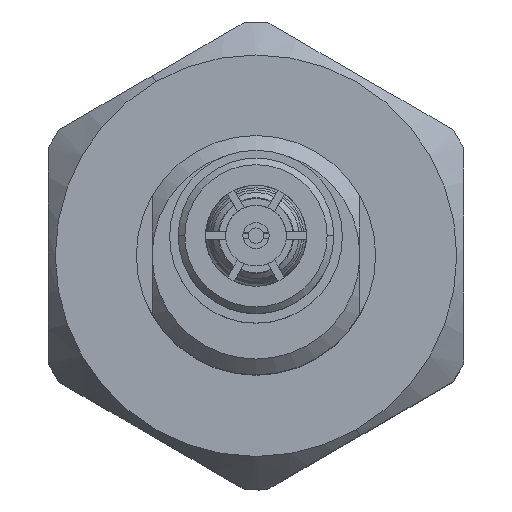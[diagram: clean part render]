
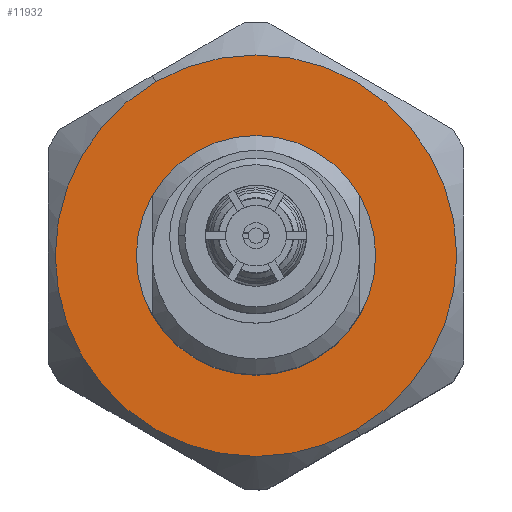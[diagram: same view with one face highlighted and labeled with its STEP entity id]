
A CAD part, top view. The second image highlights one B-rep face of the part: STEP entity #11932.
In plain terms, the highlighted face is planar.
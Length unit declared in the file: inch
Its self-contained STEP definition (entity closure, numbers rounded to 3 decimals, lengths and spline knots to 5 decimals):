
#140 = CARTESIAN_POINT ( 'NONE',  ( 0.33945, 0.0449, -0.078 ) ) ;
#190 = DIRECTION ( 'NONE',  ( 0., -1., 0. ) ) ;
#427 = CARTESIAN_POINT ( 'NONE',  ( 0.33945, 0.13077, 0.0755 ) ) ;
#646 = DIRECTION ( 'NONE',  ( 0., 1., 0. ) ) ;
#1516 = EDGE_LOOP ( 'NONE', ( #12752, #4834, #10335, #7526 ) ) ;
#1618 = CARTESIAN_POINT ( 'NONE',  ( 0.33945, -0.0449, -0.078 ) ) ;
#1665 = DIRECTION ( 'NONE',  ( 0., -0.866, -0.5 ) ) ;
#1844 = AXIS2_PLACEMENT_3D ( 'NONE', #8250, #6071, #1897 ) ;
#1897 = DIRECTION ( 'NONE',  ( 0., 1., 0. ) ) ;
#2208 = AXIS2_PLACEMENT_3D ( 'NONE', #4720, #8978, #7935 ) ;
#2691 = CARTESIAN_POINT ( 'NONE',  ( 0.33945, -0.20444, 0.078 ) ) ;
#3322 = VERTEX_POINT ( 'NONE', #5722 ) ;
#3684 = FACE_BOUND ( 'NONE', #1516, .T. ) ;
#4125 = AXIS2_PLACEMENT_3D ( 'NONE', #13094, #4689, #6861 ) ;
#4689 = DIRECTION ( 'NONE',  ( -1., 0., 0. ) ) ;
#4720 = CARTESIAN_POINT ( 'NONE',  ( 0.33945, 0.1523, 0.08793 ) ) ;
#4834 = ORIENTED_EDGE ( 'NONE', *, *, #9664, .F. ) ;
#4851 = LINE ( 'NONE', #2691, #6831 ) ;
#5012 = CARTESIAN_POINT ( 'NONE',  ( 0.33945, 0., 0. ) ) ;
#5128 = EDGE_CURVE ( 'NONE', #8162, #10402, #4851, .T. ) ;
#5189 = AXIS2_PLACEMENT_3D ( 'NONE', #12394, #10208, #646 ) ;
#5289 = LINE ( 'NONE', #11658, #9450 ) ;
#5722 = CARTESIAN_POINT ( 'NONE',  ( 0.33945, -0.13077, -0.0755 ) ) ;
#5893 = DIRECTION ( 'NONE',  ( 0., 1., 0. ) ) ;
#6071 = DIRECTION ( 'NONE',  ( 1., 0., 0. ) ) ;
#6630 = EDGE_CURVE ( 'NONE', #3322, #13689, #7823, .T. ) ;
#6816 = FACE_OUTER_BOUND ( 'NONE', #10387, .T. ) ;
#6831 = VECTOR ( 'NONE', #5893, 39.37008 ) ;
#6861 = DIRECTION ( 'NONE',  ( 0., -0.866, -0.5 ) ) ;
#6906 = ORIENTED_EDGE ( 'NONE', *, *, #6630, .F. ) ;
#7390 = CARTESIAN_POINT ( 'NONE',  ( 0.33945, 0.0449, 0.078 ) ) ;
#7526 = ORIENTED_EDGE ( 'NONE', *, *, #8459, .F. ) ;
#7650 = CIRCLE ( 'NONE', #5189, 0.09 ) ;
#7823 = CIRCLE ( 'NONE', #10492, 0.151 ) ;
#7935 = DIRECTION ( 'NONE',  ( 0., 0.866, 0.5 ) ) ;
#8162 = VERTEX_POINT ( 'NONE', #10778 ) ;
#8250 = CARTESIAN_POINT ( 'NONE',  ( 0.33945, 0., 0. ) ) ;
#8459 = EDGE_CURVE ( 'NONE', #8162, #9468, #13471, .T. ) ;
#8838 = PLANE ( 'NONE',  #2208 ) ;
#8978 = DIRECTION ( 'NONE',  ( 1., 0., 0. ) ) ;
#9139 = DIRECTION ( 'NONE',  ( -1., 0., 0. ) ) ;
#9450 = VECTOR ( 'NONE', #190, 39.37008 ) ;
#9468 = VERTEX_POINT ( 'NONE', #1618 ) ;
#9664 = EDGE_CURVE ( 'NONE', #13485, #10402, #7650, .T. ) ;
#10208 = DIRECTION ( 'NONE',  ( 1., 0., 0. ) ) ;
#10335 = ORIENTED_EDGE ( 'NONE', *, *, #10337, .T. ) ;
#10337 = EDGE_CURVE ( 'NONE', #13485, #9468, #5289, .T. ) ;
#10357 = CIRCLE ( 'NONE', #4125, 0.151 ) ;
#10387 = EDGE_LOOP ( 'NONE', ( #6906, #10637 ) ) ;
#10402 = VERTEX_POINT ( 'NONE', #7390 ) ;
#10492 = AXIS2_PLACEMENT_3D ( 'NONE', #5012, #9139, #1665 ) ;
#10637 = ORIENTED_EDGE ( 'NONE', *, *, #10779, .F. ) ;
#10778 = CARTESIAN_POINT ( 'NONE',  ( 0.33945, -0.0449, 0.078 ) ) ;
#10779 = EDGE_CURVE ( 'NONE', #13689, #3322, #10357, .T. ) ;
#11658 = CARTESIAN_POINT ( 'NONE',  ( 0.33945, -0.20444, -0.078 ) ) ;
#11932 = ADVANCED_FACE ( 'NONE', ( #3684, #6816 ), #8838, .T. ) ;
#12394 = CARTESIAN_POINT ( 'NONE',  ( 0.33945, 0., 0. ) ) ;
#12752 = ORIENTED_EDGE ( 'NONE', *, *, #5128, .T. ) ;
#13094 = CARTESIAN_POINT ( 'NONE',  ( 0.33945, 0., 0. ) ) ;
#13471 = CIRCLE ( 'NONE', #1844, 0.09 ) ;
#13485 = VERTEX_POINT ( 'NONE', #140 ) ;
#13689 = VERTEX_POINT ( 'NONE', #427 ) ;
